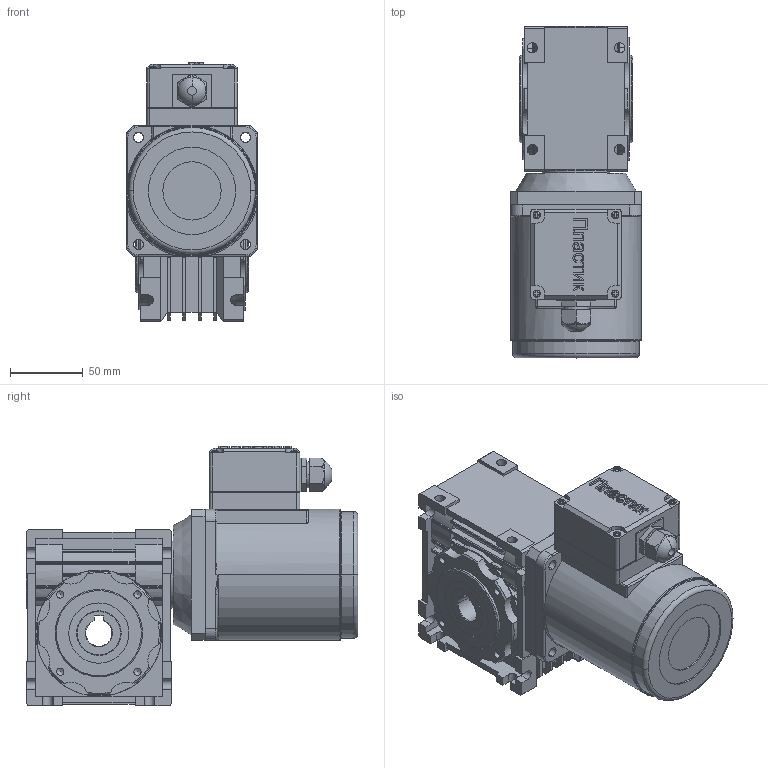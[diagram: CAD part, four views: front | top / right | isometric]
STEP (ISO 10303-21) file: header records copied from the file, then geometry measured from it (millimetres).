
FILE_DESCRIPTION(/* description */ (''),/* implementation_level */ '2;1');
FILE_NAME(/* name */ '40W_IRW40-90x90.step',/* time_stamp */ '2020-01-13T22:58:05+03:00',/* author */ (''),/* organization */ (''),/* preprocessor_version */ 'ST-DEVELOPER v16',/* originating_system */ 'SIEMENS PLM Software NX 10.0',/* authorisation */ '');
FILE_SCHEMA (('AUTOMOTIVE_DESIGN { 1 0 10303 214 3 1 1 1 }'));
Length unit declared in the file: millimetre
Products named in the file (7): IRW40-90x90_id6_x_t; IRW40-90x90_id11_x_t; IRW40-90x90_id16_x_t; IRW40-90x90_id21_x_t; 5IK40A-S3T_1__stp; IRW40-90x90_x_t; 40W_IRW40-90x90_step
Assembly tree (6 placements, depth 3):
  40W_IRW40-90x90_step
    5IK40A-S3T_1__stp
    IRW40-90x90_x_t
      IRW40-90x90_id21_x_t
      IRW40-90x90_id16_x_t
      IRW40-90x90_id11_x_t
      IRW40-90x90_id6_x_t
Bounding box: 90 x 228 x 178.5 mm (x, y, z)
Volume: 1618890 mm3; surface area: 210847.2 mm2
Topology: 12 solids, 12 shells, 805 faces, 2161 edges, 1408 vertices
Faces by surface type: plane 482, cylinder 237, cone 38, extrusion 17, torus 15, sphere 12, bspline 4
Full cylindrical faces by diameter (mm): 5 x8, 6.5 x4, 7 x4, 25 x3, 30.6 x2, 38.1 x2, 41.4 x2, 46.138 x1, 60 x2, 83 x1
Entity records: 26413 total; most frequent: CARTESIAN_POINT 6191, ORIENTED_EDGE 4202, DIRECTION 4068, EDGE_CURVE 2101, AXIS2_PLACEMENT_3D 1403, VERTEX_POINT 1400, VECTOR 1262, LINE 1245
